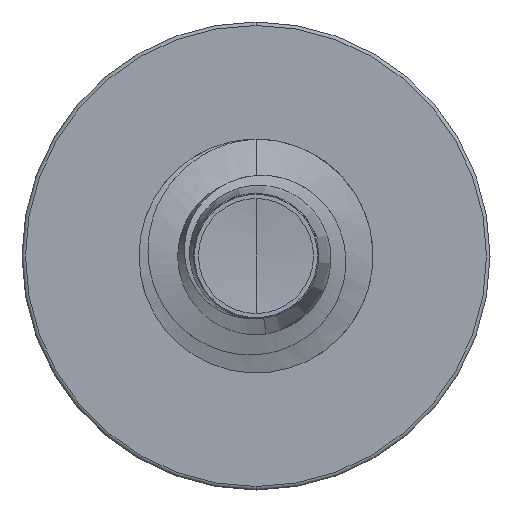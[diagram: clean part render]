
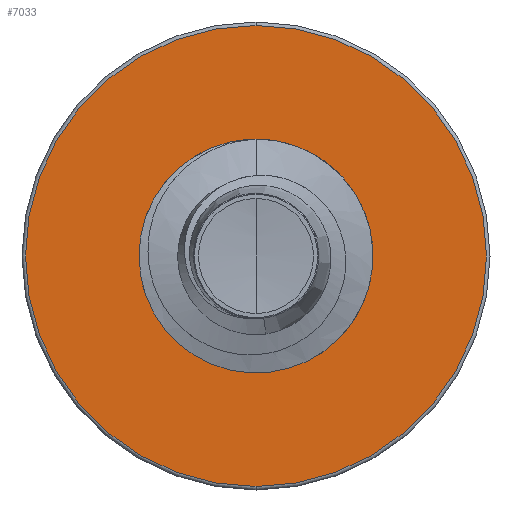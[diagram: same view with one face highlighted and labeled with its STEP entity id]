
A CAD part, front view. The second image highlights one B-rep face of the part: STEP entity #7033.
In plain terms, the highlighted planar face has unit normal (0, -1, 0).
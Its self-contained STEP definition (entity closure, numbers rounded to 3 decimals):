
#89 = CARTESIAN_POINT ( 'NONE',  ( 0., 6., 0. ) ) ;
#97 = AXIS2_PLACEMENT_3D ( 'NONE', #4832, #418, #5549 ) ;
#117 = EDGE_CURVE ( 'NONE', #6408, #4749, #9148, .T. ) ;
#264 = DIRECTION ( 'NONE',  ( 0., 0., 1. ) ) ;
#418 = DIRECTION ( 'NONE',  ( 0., 1., 0. ) ) ;
#999 = AXIS2_PLACEMENT_3D ( 'NONE', #1597, #6666, #2353 ) ;
#1140 = FACE_OUTER_BOUND ( 'NONE', #2545, .T. ) ;
#1302 = ORIENTED_EDGE ( 'NONE', *, *, #117, .F. ) ;
#1527 = ORIENTED_EDGE ( 'NONE', *, *, #6486, .F. ) ;
#1597 = CARTESIAN_POINT ( 'NONE',  ( 0., 6., 0. ) ) ;
#1793 = EDGE_LOOP ( 'NONE', ( #2059, #8747 ) ) ;
#2059 = ORIENTED_EDGE ( 'NONE', *, *, #4131, .T. ) ;
#2353 = DIRECTION ( 'NONE',  ( 0., 0., 1. ) ) ;
#2545 = EDGE_LOOP ( 'NONE', ( #1302, #1527 ) ) ;
#2736 = DIRECTION ( 'NONE',  ( 0., 1., 0. ) ) ;
#3327 = CARTESIAN_POINT ( 'NONE',  ( 0., 6., -2.842 ) ) ;
#3619 = DIRECTION ( 'NONE',  ( 0., 1., 0. ) ) ;
#3805 = DIRECTION ( 'NONE',  ( 0., 0., 1. ) ) ;
#4131 = EDGE_CURVE ( 'NONE', #6413, #6422, #5715, .T. ) ;
#4749 = VERTEX_POINT ( 'NONE', #7162 ) ;
#4832 = CARTESIAN_POINT ( 'NONE',  ( 0., 6., 0. ) ) ;
#4882 = AXIS2_PLACEMENT_3D ( 'NONE', #6686, #8114, #3805 ) ;
#5219 = PLANE ( 'NONE',  #4882 ) ;
#5435 = CARTESIAN_POINT ( 'NONE',  ( 0., 6., 5.91 ) ) ;
#5549 = DIRECTION ( 'NONE',  ( 0., 0., 1. ) ) ;
#5715 = CIRCLE ( 'NONE', #999, 2.842 ) ;
#6408 = VERTEX_POINT ( 'NONE', #5435 ) ;
#6413 = VERTEX_POINT ( 'NONE', #8356 ) ;
#6422 = VERTEX_POINT ( 'NONE', #3327 ) ;
#6486 = EDGE_CURVE ( 'NONE', #4749, #6408, #7614, .T. ) ;
#6666 = DIRECTION ( 'NONE',  ( 0., 1., 0. ) ) ;
#6686 = CARTESIAN_POINT ( 'NONE',  ( 0., 6., -2.842 ) ) ;
#7033 = ADVANCED_FACE ( 'NONE', ( #1140, #7164 ), #5219, .F. ) ;
#7069 = CARTESIAN_POINT ( 'NONE',  ( 0., 6., 0. ) ) ;
#7162 = CARTESIAN_POINT ( 'NONE',  ( 0., 6., -5.91 ) ) ;
#7164 = FACE_BOUND ( 'NONE', #1793, .T. ) ;
#7456 = EDGE_CURVE ( 'NONE', #6422, #6413, #8156, .T. ) ;
#7614 = CIRCLE ( 'NONE', #8400, 5.91 ) ;
#7784 = DIRECTION ( 'NONE',  ( 0., 0., 1. ) ) ;
#8114 = DIRECTION ( 'NONE',  ( 0., 1., 0. ) ) ;
#8156 = CIRCLE ( 'NONE', #97, 2.842 ) ;
#8356 = CARTESIAN_POINT ( 'NONE',  ( 0., 6., 2.842 ) ) ;
#8400 = AXIS2_PLACEMENT_3D ( 'NONE', #7069, #2736, #7784 ) ;
#8681 = AXIS2_PLACEMENT_3D ( 'NONE', #89, #3619, #264 ) ;
#8747 = ORIENTED_EDGE ( 'NONE', *, *, #7456, .T. ) ;
#9148 = CIRCLE ( 'NONE', #8681, 5.91 ) ;
